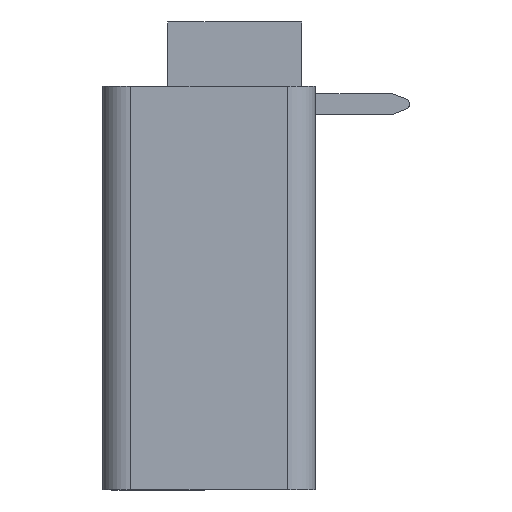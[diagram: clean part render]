
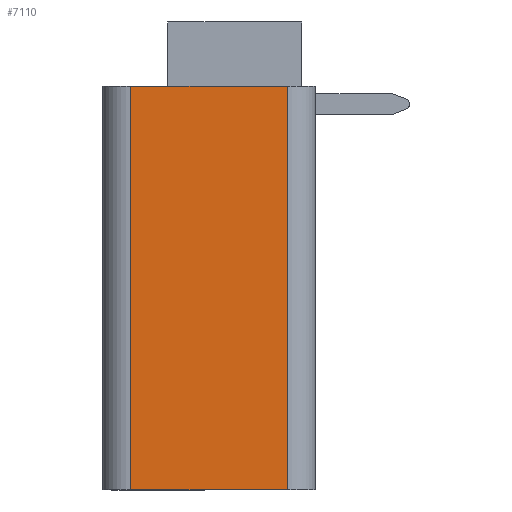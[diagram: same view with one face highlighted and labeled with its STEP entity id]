
A CAD part, left-side view. The second image highlights one B-rep face of the part: STEP entity #7110.
In plain terms, the highlighted planar face has unit normal (-1, 0, 0).
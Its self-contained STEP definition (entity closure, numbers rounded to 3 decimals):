
#450=CARTESIAN_POINT('',(-15.922,32.385,0.));
#460=VERTEX_POINT('',#450);
#490=CARTESIAN_POINT('',(-15.922,0.,0.));
#500=DIRECTION('',(0.,-1.,0.));
#510=VECTOR('',#500,1.);
#520=LINE('',#490,#510);
#530=CARTESIAN_POINT('',(-15.922,26.885,0.));
#540=VERTEX_POINT('',#530);
#550=EDGE_CURVE('',#460,#540,#520,.T.);
#6740=CARTESIAN_POINT('',(-15.922,32.385,14.2));
#6750=VERTEX_POINT('',#6740);
#6780=CARTESIAN_POINT('',(-15.922,32.385,0.));
#6790=DIRECTION('',(0.,0.,1.));
#6800=VECTOR('',#6790,1.);
#6810=LINE('',#6780,#6800);
#6820=EDGE_CURVE('',#460,#6750,#6810,.T.);
#6880=CARTESIAN_POINT('',(-15.922,26.885,0.));
#6890=DIRECTION('',(-1.,0.,0.));
#6900=DIRECTION('',(0.,1.,0.));
#6910=AXIS2_PLACEMENT_3D('',#6880,#6890,#6900);
#6920=PLANE('',#6910);
#6930=ORIENTED_EDGE('',*,*,#6820,.F.);
#6940=CARTESIAN_POINT('',(-15.922,0.,14.2));
#6950=DIRECTION('',(0.,-1.,0.));
#6960=VECTOR('',#6950,1.);
#6970=LINE('',#6940,#6960);
#6980=CARTESIAN_POINT('',(-15.922,26.885,14.2));
#6990=VERTEX_POINT('',#6980);
#7000=EDGE_CURVE('',#6750,#6990,#6970,.T.);
#7010=ORIENTED_EDGE('',*,*,#7000,.F.);
#7020=CARTESIAN_POINT('',(-15.922,26.885,0.));
#7030=DIRECTION('',(0.,0.,1.));
#7040=VECTOR('',#7030,1.);
#7050=LINE('',#7020,#7040);
#7060=EDGE_CURVE('',#540,#6990,#7050,.T.);
#7070=ORIENTED_EDGE('',*,*,#7060,.T.);
#7080=ORIENTED_EDGE('',*,*,#550,.T.);
#7090=EDGE_LOOP('',(#7080,#7070,#7010,#6930));
#7100=FACE_OUTER_BOUND('',#7090,.T.);
#7110=ADVANCED_FACE('',(#7100),#6920,.T.);
